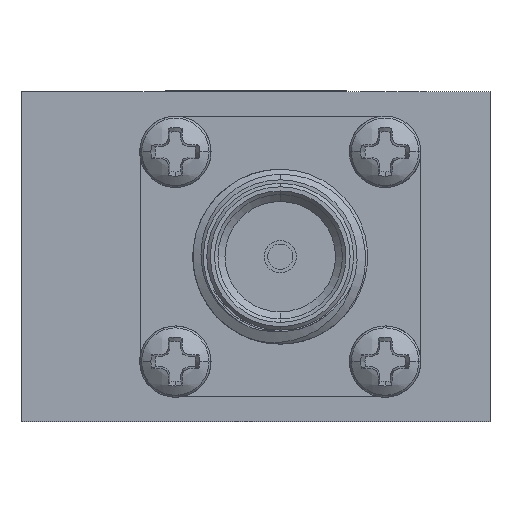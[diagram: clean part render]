
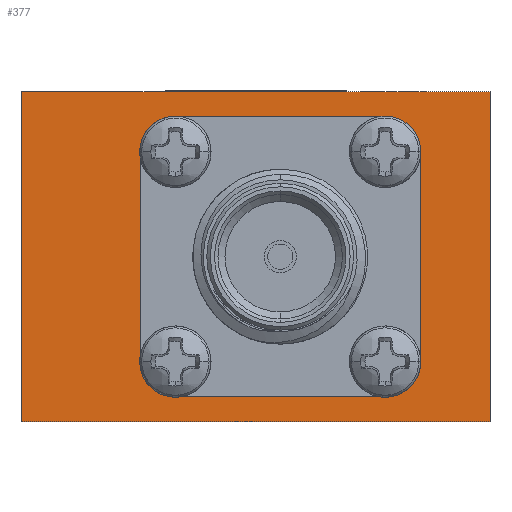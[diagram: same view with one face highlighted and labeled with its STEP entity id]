
A CAD part, left-side view. The second image highlights one B-rep face of the part: STEP entity #377.
In plain terms, the highlighted planar face has unit normal (-1, 0, 0).
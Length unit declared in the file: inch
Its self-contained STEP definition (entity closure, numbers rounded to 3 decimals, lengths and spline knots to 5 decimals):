
#377 = ADVANCED_FACE ( 'NONE', ( #5305, #13002 ), #7484, .F. ) ;
#854 = CARTESIAN_POINT ( 'NONE',  ( -0.23622, -0.18465, 0.15 ) ) ;
#871 = CARTESIAN_POINT ( 'NONE',  ( -0.23622, 0.11535, -0.2 ) ) ;
#1114 = CARTESIAN_POINT ( 'NONE',  ( -0.23622, -0.18465, 0.2 ) ) ;
#1172 = CARTESIAN_POINT ( 'NONE',  ( -0.23622, 0.33465, -0.23622 ) ) ;
#1271 = CARTESIAN_POINT ( 'NONE',  ( -0.23622, -0.23465, 0.2 ) ) ;
#1460 = CARTESIAN_POINT ( 'NONE',  ( -0.23622, -0.23465, 0.15 ) ) ;
#1573 = DIRECTION ( 'NONE',  ( 1., 0., 0. ) ) ;
#1576 = CARTESIAN_POINT ( 'NONE',  ( -0.23622, -0.33465, 0.23622 ) ) ;
#1672 = VERTEX_POINT ( 'NONE', #1460 ) ;
#1925 = EDGE_CURVE ( 'NONE', #7225, #2618, #10963, .T. ) ;
#2329 = AXIS2_PLACEMENT_3D ( 'NONE', #4230, #7724, #13631 ) ;
#2618 = VERTEX_POINT ( 'NONE', #8576 ) ;
#2749 = EDGE_CURVE ( 'NONE', #12108, #4142, #10612, .T. ) ;
#2940 = ORIENTED_EDGE ( 'NONE', *, *, #9412, .T. ) ;
#3127 = ORIENTED_EDGE ( 'NONE', *, *, #3685, .T. ) ;
#3171 = VERTEX_POINT ( 'NONE', #13392 ) ;
#3331 = ORIENTED_EDGE ( 'NONE', *, *, #1925, .F. ) ;
#3672 = CARTESIAN_POINT ( 'NONE',  ( -0.23622, 0.11535, 0.15 ) ) ;
#3685 = EDGE_CURVE ( 'NONE', #4631, #4218, #5545, .T. ) ;
#3809 = DIRECTION ( 'NONE',  ( 0., 0., 1. ) ) ;
#3925 = CIRCLE ( 'NONE', #8791, 0.05 ) ;
#4098 = LINE ( 'NONE', #11038, #7703 ) ;
#4142 = VERTEX_POINT ( 'NONE', #8403 ) ;
#4218 = VERTEX_POINT ( 'NONE', #13665 ) ;
#4230 = CARTESIAN_POINT ( 'NONE',  ( -0.23622, 0.11535, -0.15 ) ) ;
#4418 = ORIENTED_EDGE ( 'NONE', *, *, #8253, .F. ) ;
#4574 = DIRECTION ( 'NONE',  ( 0., 0., 1. ) ) ;
#4631 = VERTEX_POINT ( 'NONE', #871 ) ;
#4935 = DIRECTION ( 'NONE',  ( 0., -1., 0. ) ) ;
#5305 = FACE_OUTER_BOUND ( 'NONE', #10172, .T. ) ;
#5545 = CIRCLE ( 'NONE', #2329, 0.05 ) ;
#5559 = CARTESIAN_POINT ( 'NONE',  ( -0.23622, -0.33465, 0.23622 ) ) ;
#5618 = EDGE_CURVE ( 'NONE', #8520, #4218, #9139, .T. ) ;
#5862 = CARTESIAN_POINT ( 'NONE',  ( -0.23622, -0.33465, -0.23622 ) ) ;
#6264 = VECTOR ( 'NONE', #4935, 39.37008 ) ;
#6374 = DIRECTION ( 'NONE',  ( 1., 0., 0. ) ) ;
#6431 = DIRECTION ( 'NONE',  ( 0., 1., 0. ) ) ;
#6444 = VECTOR ( 'NONE', #4574, 39.37008 ) ;
#6507 = DIRECTION ( 'NONE',  ( 0., 0., -1. ) ) ;
#6559 = EDGE_CURVE ( 'NONE', #8699, #9352, #10414, .T. ) ;
#6631 = CARTESIAN_POINT ( 'NONE',  ( -0.23622, 0.16535, -0.2 ) ) ;
#6652 = EDGE_CURVE ( 'NONE', #8520, #3171, #11869, .T. ) ;
#6823 = VECTOR ( 'NONE', #11767, 39.37008 ) ;
#6977 = DIRECTION ( 'NONE',  ( 0., 0., -1. ) ) ;
#7024 = EDGE_CURVE ( 'NONE', #11812, #3171, #13522, .T. ) ;
#7101 = CARTESIAN_POINT ( 'NONE',  ( -0.23622, -0.33465, 0.23622 ) ) ;
#7123 = ORIENTED_EDGE ( 'NONE', *, *, #11623, .T. ) ;
#7225 = VERTEX_POINT ( 'NONE', #1576 ) ;
#7284 = LINE ( 'NONE', #6631, #7611 ) ;
#7468 = CARTESIAN_POINT ( 'NONE',  ( -0.23622, 0.33465, 0.23622 ) ) ;
#7484 = PLANE ( 'NONE',  #13540 ) ;
#7533 = VECTOR ( 'NONE', #8160, 39.37008 ) ;
#7611 = VECTOR ( 'NONE', #9836, 39.37008 ) ;
#7703 = VECTOR ( 'NONE', #12034, 39.37008 ) ;
#7724 = DIRECTION ( 'NONE',  ( 1., 0., 0. ) ) ;
#7768 = LINE ( 'NONE', #1271, #6444 ) ;
#8160 = DIRECTION ( 'NONE',  ( 0., 0., -1. ) ) ;
#8226 = EDGE_CURVE ( 'NONE', #4631, #4142, #7284, .T. ) ;
#8239 = EDGE_LOOP ( 'NONE', ( #13623, #7123, #4418, #13538, #8325, #3127, #12074, #11961 ) ) ;
#8253 = EDGE_CURVE ( 'NONE', #12108, #1672, #7768, .T. ) ;
#8285 = DIRECTION ( 'NONE',  ( 0., 0., 1. ) ) ;
#8325 = ORIENTED_EDGE ( 'NONE', *, *, #8226, .F. ) ;
#8337 = ORIENTED_EDGE ( 'NONE', *, *, #11472, .F. ) ;
#8403 = CARTESIAN_POINT ( 'NONE',  ( -0.23622, -0.18465, -0.2 ) ) ;
#8520 = VERTEX_POINT ( 'NONE', #10377 ) ;
#8576 = CARTESIAN_POINT ( 'NONE',  ( -0.23622, -0.33465, -0.23622 ) ) ;
#8699 = VERTEX_POINT ( 'NONE', #7468 ) ;
#8713 = DIRECTION ( 'NONE',  ( 1., 0., 0. ) ) ;
#8791 = AXIS2_PLACEMENT_3D ( 'NONE', #854, #13490, #8285 ) ;
#9062 = LINE ( 'NONE', #5862, #6264 ) ;
#9139 = LINE ( 'NONE', #12954, #9783 ) ;
#9352 = VERTEX_POINT ( 'NONE', #1172 ) ;
#9412 = EDGE_CURVE ( 'NONE', #9352, #2618, #9062, .T. ) ;
#9746 = AXIS2_PLACEMENT_3D ( 'NONE', #11670, #6374, #12728 ) ;
#9783 = VECTOR ( 'NONE', #6977, 39.37008 ) ;
#9836 = DIRECTION ( 'NONE',  ( 0., -1., 0. ) ) ;
#10132 = AXIS2_PLACEMENT_3D ( 'NONE', #3672, #1573, #3809 ) ;
#10172 = EDGE_LOOP ( 'NONE', ( #2940, #3331, #8337, #12847 ) ) ;
#10377 = CARTESIAN_POINT ( 'NONE',  ( -0.23622, 0.16535, 0.15 ) ) ;
#10414 = LINE ( 'NONE', #11947, #6823 ) ;
#10563 = VECTOR ( 'NONE', #6431, 39.37008 ) ;
#10612 = CIRCLE ( 'NONE', #9746, 0.05 ) ;
#10963 = LINE ( 'NONE', #7101, #7533 ) ;
#11038 = CARTESIAN_POINT ( 'NONE',  ( -0.23622, -0.33465, 0.23622 ) ) ;
#11472 = EDGE_CURVE ( 'NONE', #8699, #7225, #4098, .T. ) ;
#11623 = EDGE_CURVE ( 'NONE', #11812, #1672, #3925, .T. ) ;
#11670 = CARTESIAN_POINT ( 'NONE',  ( -0.23622, -0.18465, -0.15 ) ) ;
#11687 = CARTESIAN_POINT ( 'NONE',  ( -0.23622, 0.16535, 0.2 ) ) ;
#11767 = DIRECTION ( 'NONE',  ( 0., 0., -1. ) ) ;
#11812 = VERTEX_POINT ( 'NONE', #1114 ) ;
#11869 = CIRCLE ( 'NONE', #10132, 0.05 ) ;
#11933 = CARTESIAN_POINT ( 'NONE',  ( -0.23622, -0.23465, -0.15 ) ) ;
#11947 = CARTESIAN_POINT ( 'NONE',  ( -0.23622, 0.33465, 0.23622 ) ) ;
#11961 = ORIENTED_EDGE ( 'NONE', *, *, #6652, .T. ) ;
#12034 = DIRECTION ( 'NONE',  ( 0., -1., 0. ) ) ;
#12074 = ORIENTED_EDGE ( 'NONE', *, *, #5618, .F. ) ;
#12108 = VERTEX_POINT ( 'NONE', #11933 ) ;
#12728 = DIRECTION ( 'NONE',  ( 0., 0., 1. ) ) ;
#12847 = ORIENTED_EDGE ( 'NONE', *, *, #6559, .T. ) ;
#12954 = CARTESIAN_POINT ( 'NONE',  ( -0.23622, 0.16535, 0.2 ) ) ;
#13002 = FACE_BOUND ( 'NONE', #8239, .T. ) ;
#13392 = CARTESIAN_POINT ( 'NONE',  ( -0.23622, 0.11535, 0.2 ) ) ;
#13490 = DIRECTION ( 'NONE',  ( 1., 0., 0. ) ) ;
#13522 = LINE ( 'NONE', #11687, #10563 ) ;
#13538 = ORIENTED_EDGE ( 'NONE', *, *, #2749, .T. ) ;
#13540 = AXIS2_PLACEMENT_3D ( 'NONE', #5559, #8713, #6507 ) ;
#13623 = ORIENTED_EDGE ( 'NONE', *, *, #7024, .F. ) ;
#13631 = DIRECTION ( 'NONE',  ( 0., 0., 1. ) ) ;
#13665 = CARTESIAN_POINT ( 'NONE',  ( -0.23622, 0.16535, -0.15 ) ) ;
